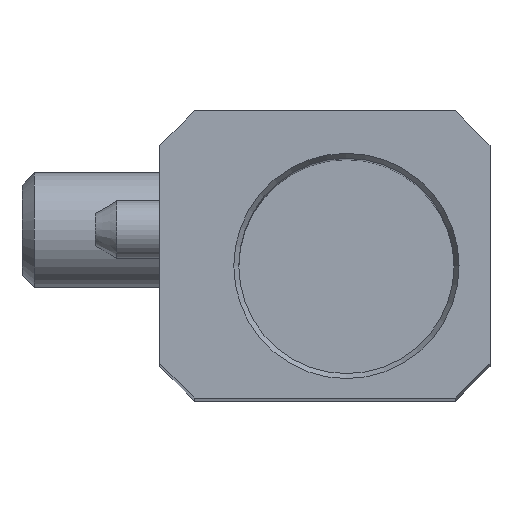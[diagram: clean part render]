
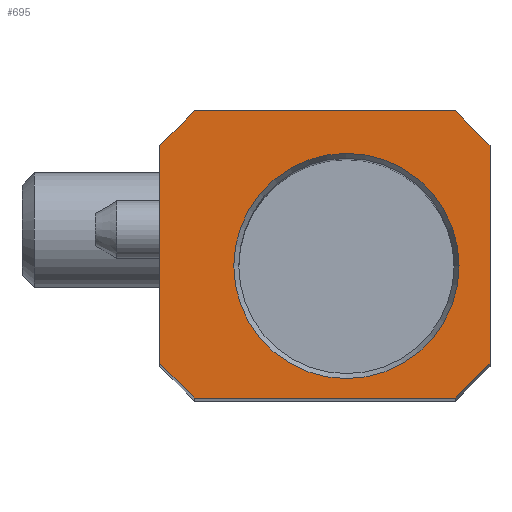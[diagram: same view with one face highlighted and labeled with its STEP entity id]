
A CAD part, top view. The second image highlights one B-rep face of the part: STEP entity #695.
In plain terms, the highlighted face is planar.
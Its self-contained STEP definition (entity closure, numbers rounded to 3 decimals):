
#65=CIRCLE('',#781,3.923);
#99=LINE('',#1097,#142);
#101=LINE('',#1102,#144);
#104=LINE('',#1108,#147);
#107=LINE('',#1114,#150);
#110=LINE('',#1120,#153);
#113=LINE('',#1132,#156);
#116=LINE('',#1138,#159);
#119=LINE('',#1144,#162);
#142=VECTOR('',#866,1000.);
#144=VECTOR('',#872,1000.);
#147=VECTOR('',#877,1000.);
#150=VECTOR('',#882,1000.);
#153=VECTOR('',#887,1000.);
#156=VECTOR('',#898,1000.);
#159=VECTOR('',#903,1000.);
#162=VECTOR('',#908,1000.);
#230=ORIENTED_EDGE('',*,*,#385,.T.);
#231=ORIENTED_EDGE('',*,*,#358,.F.);
#232=ORIENTED_EDGE('',*,*,#382,.F.);
#233=ORIENTED_EDGE('',*,*,#379,.F.);
#234=ORIENTED_EDGE('',*,*,#376,.F.);
#235=ORIENTED_EDGE('',*,*,#370,.F.);
#236=ORIENTED_EDGE('',*,*,#367,.F.);
#237=ORIENTED_EDGE('',*,*,#364,.F.);
#238=ORIENTED_EDGE('',*,*,#361,.F.);
#358=EDGE_CURVE('',#444,#445,#99,.T.);
#361=EDGE_CURVE('',#445,#446,#101,.T.);
#364=EDGE_CURVE('',#446,#448,#104,.T.);
#367=EDGE_CURVE('',#448,#450,#107,.T.);
#370=EDGE_CURVE('',#450,#452,#110,.T.);
#376=EDGE_CURVE('',#452,#457,#113,.T.);
#379=EDGE_CURVE('',#457,#459,#116,.T.);
#382=EDGE_CURVE('',#459,#444,#119,.T.);
#385=EDGE_CURVE('',#462,#462,#65,.T.);
#444=VERTEX_POINT('',#1096);
#445=VERTEX_POINT('',#1098);
#446=VERTEX_POINT('',#1103);
#448=VERTEX_POINT('',#1109);
#450=VERTEX_POINT('',#1115);
#452=VERTEX_POINT('',#1121);
#457=VERTEX_POINT('',#1133);
#459=VERTEX_POINT('',#1139);
#462=VERTEX_POINT('',#1151);
#514=EDGE_LOOP('',(#230));
#515=EDGE_LOOP('',(#231,#232,#233,#234,#235,#236,#237,#238));
#591=FACE_BOUND('',#514,.T.);
#592=FACE_BOUND('',#515,.T.);
#665=PLANE('',#780);
#695=ADVANCED_FACE('',(#591,#592),#665,.F.);
#780=AXIS2_PLACEMENT_3D('',#1149,#914,#915);
#781=AXIS2_PLACEMENT_3D('',#1150,#916,#917);
#866=DIRECTION('',(0.,-0.707,0.707));
#872=DIRECTION('',(0.,-1.,0.));
#877=DIRECTION('',(0.,-0.707,-0.707));
#882=DIRECTION('',(0.,0.,-1.));
#887=DIRECTION('',(0.,0.707,-0.707));
#898=DIRECTION('',(0.,1.,0.));
#903=DIRECTION('',(0.,0.707,0.707));
#908=DIRECTION('',(0.,0.,1.));
#914=DIRECTION('',(1.,0.,0.));
#915=DIRECTION('',(0.,0.,-1.));
#916=DIRECTION('',(1.,0.,0.));
#917=DIRECTION('',(0.,0.,-1.));
#1096=CARTESIAN_POINT('',(-31.,10.,10.3));
#1097=CARTESIAN_POINT('',(-31.,10.,10.3));
#1098=CARTESIAN_POINT('',(-31.,8.8,11.5));
#1102=CARTESIAN_POINT('',(-31.,8.8,11.5));
#1103=CARTESIAN_POINT('',(-31.,1.2,11.5));
#1108=CARTESIAN_POINT('',(-31.,1.2,11.5));
#1109=CARTESIAN_POINT('',(-31.,0.,10.3));
#1114=CARTESIAN_POINT('',(-31.,0.,10.3));
#1115=CARTESIAN_POINT('',(-31.,0.,1.2));
#1120=CARTESIAN_POINT('',(-31.,0.,1.2));
#1121=CARTESIAN_POINT('',(-31.,1.2,0.));
#1132=CARTESIAN_POINT('',(-31.,1.2,0.));
#1133=CARTESIAN_POINT('',(-31.,8.8,0.));
#1138=CARTESIAN_POINT('',(-31.,8.8,0.));
#1139=CARTESIAN_POINT('',(-31.,10.,1.2));
#1144=CARTESIAN_POINT('',(-31.,10.,1.2));
#1149=CARTESIAN_POINT('',(-31.,0.,0.));
#1150=CARTESIAN_POINT('',(-31.,4.6,6.5));
#1151=CARTESIAN_POINT('',(-31.,4.6,2.577));
